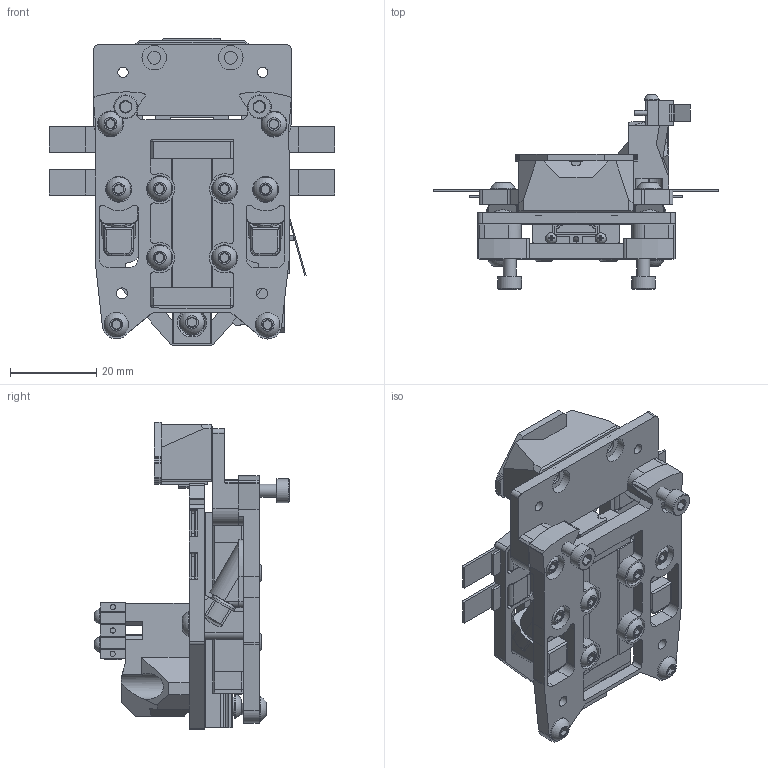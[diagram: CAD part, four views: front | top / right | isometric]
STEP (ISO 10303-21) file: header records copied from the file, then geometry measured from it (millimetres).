
FILE_DESCRIPTION(/* description */ (''),/* implementation_level */ '2;1');
FILE_NAME(/* name */ 'Metal Tap Assembly v2.step',/* time_stamp */ '2023-10-15T16:17:29-07:00',/* author */ (''),/* organization */ (''),/* preprocessor_version */ 'ST-DEVELOPER v20',/* originating_system */ 'Autodesk Translation Framework v12.14.0.127',/* authorisation */ '');
FILE_SCHEMA (('AUTOMOTIVE_DESIGN { 1 0 10303 214 3 1 1 }'));
Products named in the file (30): Metal Tap Assembly; Front Part; MGN9H Carriage; Front Part - Hardware; M3x12 SHCS; M3x4 BHCS; Carriage Front Screw Holder; M3 Threaded Insert; Carriage Front Screw Holder (1); M3x4 FHCS; M3 Threaded Insert (1); Center Part; MGN9 Rail - 50mm; MGN9 Rail - Hardware; M3x10 BHCS; Carriage Center Magnet Holder; M3 Threaded Insert (2); Endstop; KW10 Microswitch v1; M2x10 Self-Tapping Screw; Gantry Belts; Gates GT2 6mm Belt; Carriage Center Magnet Holder (1); 6x3mm Magnet; M3 Threaded Insert (3); M3 5x4 Heatset Insert; M3x6 BHCS; Top Part; OptoTap PCB Mount; OptoTap PCB Dummy (1)
Assembly tree (55 placements, depth 6):
  Metal Tap Assembly
    Front Part
      MGN9H Carriage
      Front Part - Hardware
        M3x4 BHCS  x8
        M3x12 SHCS  x2
        M3x6 BHCS  x2
      Carriage Front Screw Holder
        M3x4 FHCS
        M3 Threaded Insert
          M3 5x4 Heatset Insert
      Carriage Front Screw Holder (1)
        M3x4 FHCS
        M3 Threaded Insert (1)
          M3 5x4 Heatset Insert
    Center Part
      MGN9 Rail - 50mm
        MGN9 Rail - Hardware
          M3x10 BHCS
            M3 5x4 Heatset Insert
        M3x6 BHCS  x2
      Carriage Center Magnet Holder
        6x3mm Magnet
        M3 Threaded Insert (2)
          M3 5x4 Heatset Insert
        M3x6 BHCS
      Endstop
        KW10 Microswitch v1
          M2x10 Self-Tapping Screw  x2
        6x3mm Magnet
        M3x6 BHCS  x2
      Gantry Belts
        Gates GT2 6mm Belt  x4
      Carriage Center Magnet Holder (1)
        6x3mm Magnet
        M3 Threaded Insert (3)
          M3 5x4 Heatset Insert
        M3x6 BHCS
    Top Part
      OptoTap PCB Mount
      OptoTap PCB Dummy (1)
Bounding box: 66.12 x 45.1 x 71.27 mm (x, y, z)
Volume: 28765.7 mm3; surface area: 32035 mm2
Topology: 58 solids, 58 shells, 2360 faces, 6055 edges, 3912 vertices
Faces by surface type: plane 1037, cylinder 601, bspline 407, cone 282, sphere 23, torus 10
Full cylindrical faces by diameter (mm): 0.4 x3, 1.2 x3, 1.288 x5, 1.9 x1, 2 x3, 2.4 x4, 2.529 x11, 2.603 x4, 2.7 x2, 2.8 x2, 2.9 x5, 3 x42, 3.2 x4, 3.4 x1, 3.5 x5, 4.1 x5, 4.25 x10, 4.7 x6, 5.5 x2, 5.7 x19, 6 x18
Entity records: 54861 total; most frequent: CARTESIAN_POINT 17136, ORIENTED_EDGE 7732, DIRECTION 7699, EDGE_CURVE 3866, AXIS2_PLACEMENT_3D 2626, VERTEX_POINT 2524, LINE 2447, VECTOR 2447
